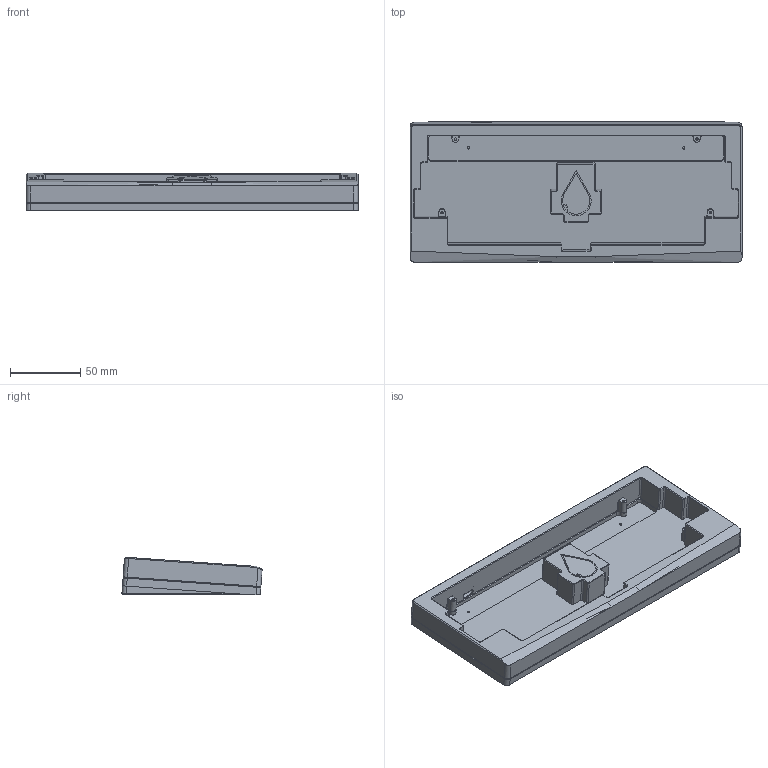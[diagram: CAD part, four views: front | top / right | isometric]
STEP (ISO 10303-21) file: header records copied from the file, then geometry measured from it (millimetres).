
FILE_DESCRIPTION(/* description */ (''),/* implementation_level */ '2;1');
FILE_NAME(/* name */ 'Punishment_v2.step',/* time_stamp */ '2024-04-02T18:59:18-04:00',/* author */ (''),/* organization */ (''),/* preprocessor_version */ 'ST-DEVELOPER v20',/* originating_system */ 'Autodesk Translation Framework v12.20.1.177',/* authorisation */ '');
FILE_SCHEMA (('AUTOMOTIVE_DESIGN { 1 0 10303 214 3 1 1 }'));
Length unit declared in the file: millimetre
Products named in the file (1): Punishment Weight
Bounding box: 235.75 x 99.55 x 26.64 mm (x, y, z)
Volume: 236010.6 mm3; surface area: 77381.3 mm2
Topology: 1 solids, 1 shells, 377 faces, 921 edges, 570 vertices
Faces by surface type: plane 217, cylinder 96, cone 58, bspline 6
Full cylindrical faces by diameter (mm): 1.7 x6
Entity records: 11096 total; most frequent: CARTESIAN_POINT 2075, DIRECTION 1897, ORIENTED_EDGE 1838, EDGE_CURVE 919, LINE 665, VECTOR 665, AXIS2_PLACEMENT_3D 616, VERTEX_POINT 570
